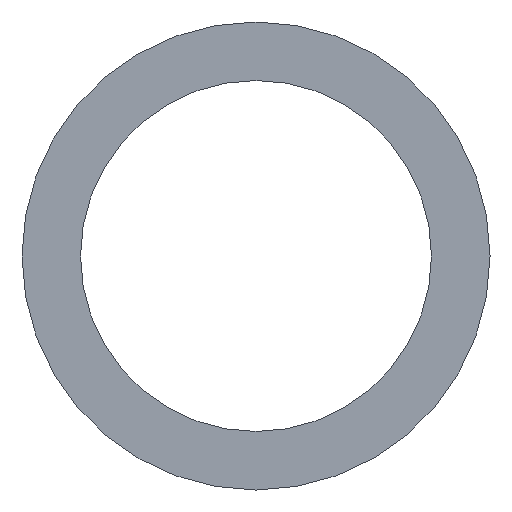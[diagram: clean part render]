
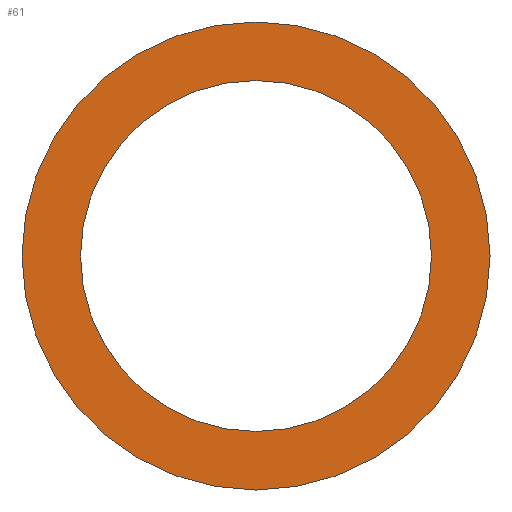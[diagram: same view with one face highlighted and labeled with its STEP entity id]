
A CAD part, left-side view. The second image highlights one B-rep face of the part: STEP entity #61.
In plain terms, the highlighted planar face has unit normal (-1, 0, 0).
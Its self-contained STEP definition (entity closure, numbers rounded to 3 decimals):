
#14=PLANE('',#71);
#18=FACE_BOUND('',#29,.T.);
#22=FACE_OUTER_BOUND('',#28,.T.);
#28=EDGE_LOOP('',(#48));
#29=EDGE_LOOP('',(#49));
#33=CIRCLE('',#67,15.);
#35=CIRCLE('',#70,20.);
#37=VERTEX_POINT('',#95);
#39=VERTEX_POINT('',#100);
#41=EDGE_CURVE('',#37,#37,#33,.T.);
#43=EDGE_CURVE('',#39,#39,#35,.T.);
#48=ORIENTED_EDGE('',*,*,#43,.T.);
#49=ORIENTED_EDGE('',*,*,#41,.T.);
#61=ADVANCED_FACE('',(#22,#18),#14,.F.);
#67=AXIS2_PLACEMENT_3D('',#96,#79,#80);
#70=AXIS2_PLACEMENT_3D('',#101,#85,#86);
#71=AXIS2_PLACEMENT_3D('',#102,#87,#88);
#79=DIRECTION('center_axis',(1.,0.,0.));
#80=DIRECTION('ref_axis',(0.,-1.,0.));
#85=DIRECTION('center_axis',(-1.,0.,0.));
#86=DIRECTION('ref_axis',(0.,-1.,0.));
#87=DIRECTION('center_axis',(1.,0.,0.));
#88=DIRECTION('ref_axis',(0.,0.,-1.));
#95=CARTESIAN_POINT('',(0.,15.,0.));
#96=CARTESIAN_POINT('Origin',(0.,0.,0.));
#100=CARTESIAN_POINT('',(0.,20.,0.));
#101=CARTESIAN_POINT('Origin',(0.,0.,0.));
#102=CARTESIAN_POINT('Origin',(0.,0.,0.));
